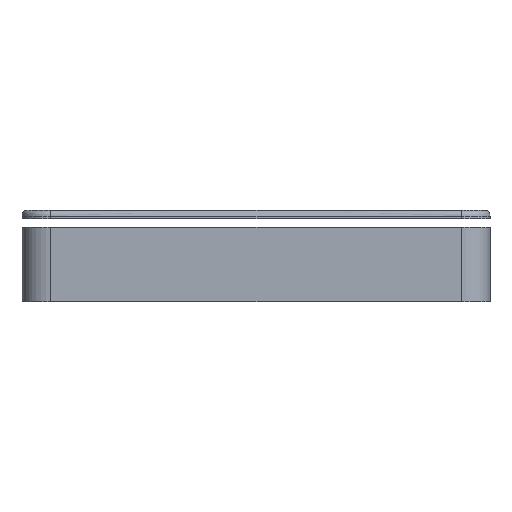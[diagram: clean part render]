
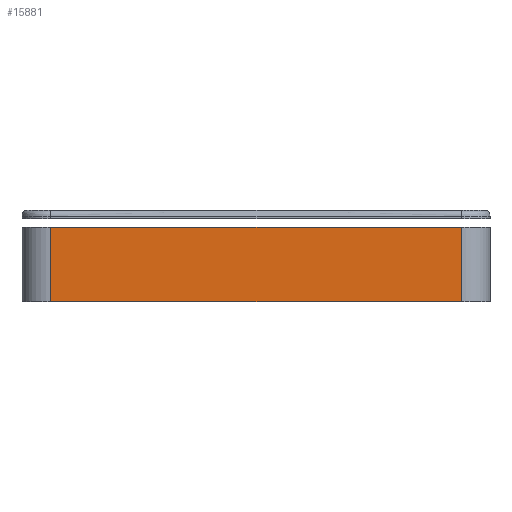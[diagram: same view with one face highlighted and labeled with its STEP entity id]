
A CAD part, left-side view. The second image highlights one B-rep face of the part: STEP entity #15881.
In plain terms, the highlighted planar face has unit normal (-1, 0, 0).
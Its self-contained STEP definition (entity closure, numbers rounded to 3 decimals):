
#2750=FACE_OUTER_BOUND('',#3805,.T.);
#3805=EDGE_LOOP('',(#14683,#14684,#14685,#14686));
#4988=LINE('',#31160,#6199);
#5000=LINE('',#31238,#6211);
#5024=LINE('',#31303,#6235);
#5025=LINE('',#31305,#6236);
#6199=VECTOR('',#18963,10.);
#6211=VECTOR('',#19019,10.);
#6235=VECTOR('',#19083,10.);
#6236=VECTOR('',#19086,10.);
#7749=VERTEX_POINT('',#31157);
#7750=VERTEX_POINT('',#31159);
#7773=VERTEX_POINT('',#31235);
#7774=VERTEX_POINT('',#31237);
#10043=EDGE_CURVE('',#7750,#7749,#4988,.T.);
#10070=EDGE_CURVE('',#7773,#7774,#5000,.T.);
#10104=EDGE_CURVE('',#7774,#7749,#5024,.T.);
#10105=EDGE_CURVE('',#7750,#7773,#5025,.T.);
#14683=ORIENTED_EDGE('',*,*,#10104,.F.);
#14684=ORIENTED_EDGE('',*,*,#10070,.F.);
#14685=ORIENTED_EDGE('',*,*,#10105,.F.);
#14686=ORIENTED_EDGE('',*,*,#10043,.T.);
#15063=PLANE('',#16584);
#15881=ADVANCED_FACE('',(#2750),#15063,.T.);
#16584=AXIS2_PLACEMENT_3D('',#31304,#19084,#19085);
#18963=DIRECTION('',(0.,-1.,0.));
#19019=DIRECTION('',(0.,-1.,0.));
#19083=DIRECTION('',(0.,0.,-1.));
#19084=DIRECTION('center_axis',(-1.,0.,0.));
#19085=DIRECTION('ref_axis',(0.,-1.,0.));
#19086=DIRECTION('',(0.,0.,1.));
#31157=CARTESIAN_POINT('',(-10.,-5.,0.));
#31159=CARTESIAN_POINT('',(-10.,67.,0.));
#31160=CARTESIAN_POINT('',(-10.,72.,0.));
#31235=CARTESIAN_POINT('',(-10.,67.,13.));
#31237=CARTESIAN_POINT('',(-10.,-5.,13.));
#31238=CARTESIAN_POINT('',(-10.,72.,13.));
#31303=CARTESIAN_POINT('',(-10.,-5.,0.));
#31304=CARTESIAN_POINT('Origin',(-10.,72.,0.));
#31305=CARTESIAN_POINT('',(-10.,67.,0.));
